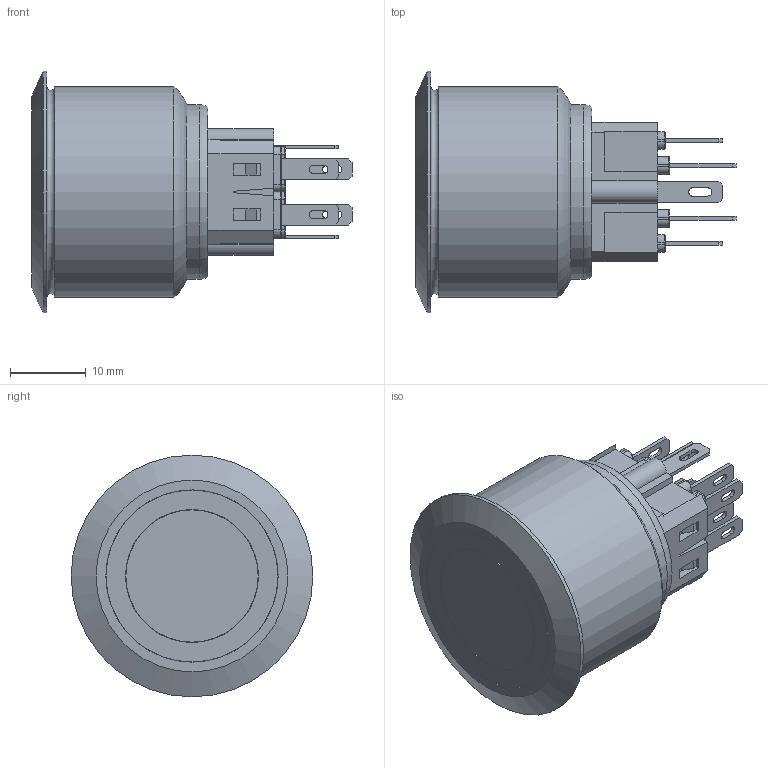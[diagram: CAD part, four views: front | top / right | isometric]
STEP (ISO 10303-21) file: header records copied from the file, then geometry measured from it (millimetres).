
FILE_DESCRIPTION((''),'2;1');
FILE_NAME('PV9F2V0xx-3xx.stp','2017-10-24T13:07:08',('mwilliams'),(''),'Autodesk Inventor 2012','Autodesk Inventor 2012','');
FILE_SCHEMA(('AUTOMOTIVE_DESIGN { 1 0 10303 214 1 1 1 1 }'));
Length unit declared in the file: millimetre
Products named in the file (1): PV9F2V0xx-3xx
Bounding box: 42.4 x 32 x 32 mm (x, y, z)
Volume: 15841.5 mm3; surface area: 7946.5 mm2
Topology: 1 solids, 3 shells, 401 faces, 1054 edges, 665 vertices
Faces by surface type: plane 258, cylinder 107, torus 35, cone 1
Full cylindrical faces by diameter (mm): 1.75 x1, 17.5 x1, 17.6 x1, 22.75 x1, 22.8 x1, 23.1 x1, 27.9 x1, 32 x1
Entity records: 12626 total; most frequent: CARTESIAN_POINT 2104, DIRECTION 2099, ORIENTED_EDGE 2080, EDGE_CURVE 1040, VECTOR 785, LINE 785, VERTEX_POINT 662, AXIS2_PLACEMENT_3D 657
